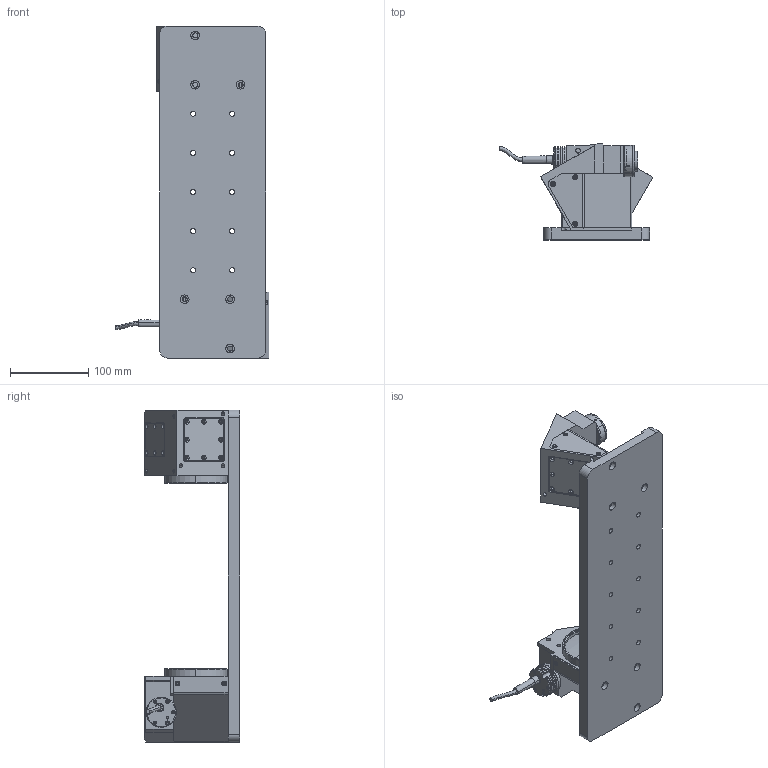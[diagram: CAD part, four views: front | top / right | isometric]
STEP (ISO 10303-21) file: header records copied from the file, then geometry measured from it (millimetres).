
FILE_DESCRIPTION (( 'STEP AP214' ), '1' );
FILE_NAME ('TCCRBENCH056.STEP', '2015-07-29T09:19:20', ( '' ), ( '' ), 'SwSTEP 2.0', 'SolidWorks 2013', '' );
FILE_SCHEMA (( 'AUTOMOTIVE_DESIGN' ));
Length unit declared in the file: millimetre
Products named in the file (1): TCCRBENCH056
Bounding box: 196.05 x 122 x 423.9 mm (x, y, z)
Surface area: 265441 mm2 (no closed solid volume)
Topology: 0 solids, 30 shells, 613 faces, 1914 edges, 1329 vertices
Faces by surface type: cylinder 294, plane 199, cone 110, sphere 4, torus 4, bspline 2
Entity records: 28738 total; most frequent: CARTESIAN_POINT 4377, DIRECTION 3967, ORIENTED_EDGE 3170, EDGE_CURVE 1912, AXIS2_PLACEMENT_3D 1479, VERTEX_POINT 1329, LINE 1009, VECTOR 1009
